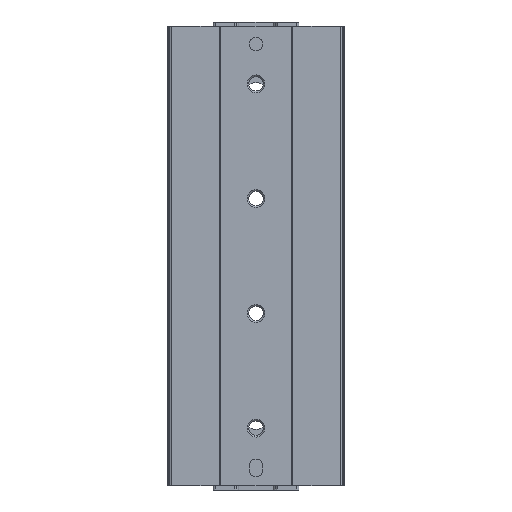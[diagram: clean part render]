
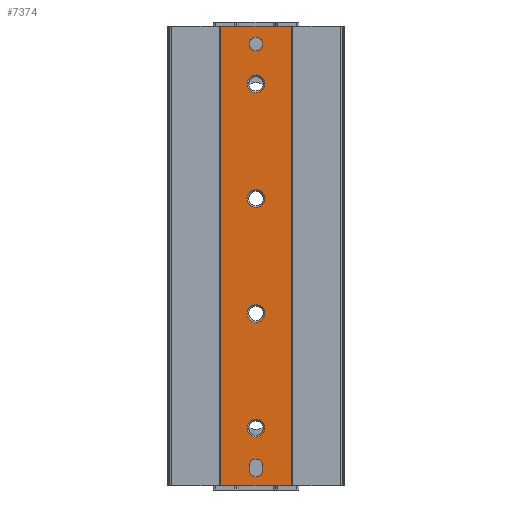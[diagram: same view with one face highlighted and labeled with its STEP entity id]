
A CAD part, front view. The second image highlights one B-rep face of the part: STEP entity #7374.
In plain terms, the highlighted planar face has unit normal (0, -1, 0).
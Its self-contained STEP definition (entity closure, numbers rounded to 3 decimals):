
#139=PLANE('',#7948);
#428=LINE('',#11159,#1104);
#434=LINE('',#11186,#1110);
#468=LINE('',#11297,#1144);
#469=LINE('',#11302,#1145);
#470=LINE('',#11306,#1146);
#471=LINE('',#11317,#1147);
#1104=VECTOR('',#8801,1000.);
#1110=VECTOR('',#8823,1000.);
#1144=VECTOR('',#8917,1000.);
#1145=VECTOR('',#8922,1000.);
#1146=VECTOR('',#8925,1000.);
#1147=VECTOR('',#8936,1000.);
#1899=ORIENTED_EDGE('',*,*,#3953,.T.);
#1900=ORIENTED_EDGE('',*,*,#3954,.T.);
#1901=ORIENTED_EDGE('',*,*,#3955,.T.);
#1902=ORIENTED_EDGE('',*,*,#3956,.T.);
#1903=ORIENTED_EDGE('',*,*,#3957,.F.);
#1904=ORIENTED_EDGE('',*,*,#3958,.T.);
#1905=ORIENTED_EDGE('',*,*,#3959,.T.);
#1906=ORIENTED_EDGE('',*,*,#3960,.T.);
#1907=ORIENTED_EDGE('',*,*,#3961,.T.);
#1908=ORIENTED_EDGE('',*,*,#3895,.F.);
#1909=ORIENTED_EDGE('',*,*,#3952,.F.);
#1910=ORIENTED_EDGE('',*,*,#3882,.T.);
#1911=ORIENTED_EDGE('',*,*,#3962,.T.);
#3882=EDGE_CURVE('',#4919,#4918,#428,.T.);
#3895=EDGE_CURVE('',#4931,#4932,#434,.T.);
#3952=EDGE_CURVE('',#4919,#4931,#468,.T.);
#3953=EDGE_CURVE('',#4979,#4980,#5660,.F.);
#3954=EDGE_CURVE('',#4980,#4981,#469,.T.);
#3955=EDGE_CURVE('',#4981,#4982,#5661,.F.);
#3956=EDGE_CURVE('',#4982,#4979,#470,.T.);
#3957=EDGE_CURVE('',#4983,#4983,#5662,.T.);
#3958=EDGE_CURVE('',#4984,#4984,#5663,.T.);
#3959=EDGE_CURVE('',#4985,#4985,#5664,.T.);
#3960=EDGE_CURVE('',#4986,#4986,#5665,.T.);
#3961=EDGE_CURVE('',#4987,#4987,#5666,.T.);
#3962=EDGE_CURVE('',#4918,#4932,#471,.T.);
#4918=VERTEX_POINT('',#11158);
#4919=VERTEX_POINT('',#11160);
#4931=VERTEX_POINT('',#11185);
#4932=VERTEX_POINT('',#11187);
#4979=VERTEX_POINT('',#11300);
#4980=VERTEX_POINT('',#11301);
#4981=VERTEX_POINT('',#11303);
#4982=VERTEX_POINT('',#11305);
#4983=VERTEX_POINT('',#11308);
#4984=VERTEX_POINT('',#11310);
#4985=VERTEX_POINT('',#11312);
#4986=VERTEX_POINT('',#11314);
#4987=VERTEX_POINT('',#11316);
#5660=CIRCLE('',#7949,1.5);
#5661=CIRCLE('',#7950,1.5);
#5662=CIRCLE('',#7951,1.5);
#5663=CIRCLE('',#7952,2.);
#5664=CIRCLE('',#7953,2.);
#5665=CIRCLE('',#7954,2.);
#5666=CIRCLE('',#7955,2.);
#5973=EDGE_LOOP('',(#1899,#1900,#1901,#1902));
#5974=EDGE_LOOP('',(#1903));
#5975=EDGE_LOOP('',(#1904));
#5976=EDGE_LOOP('',(#1905));
#5977=EDGE_LOOP('',(#1906));
#5978=EDGE_LOOP('',(#1907));
#5979=EDGE_LOOP('',(#1908,#1909,#1910,#1911));
#6599=FACE_BOUND('',#5973,.T.);
#6600=FACE_BOUND('',#5974,.T.);
#6601=FACE_BOUND('',#5975,.T.);
#6602=FACE_BOUND('',#5976,.T.);
#6603=FACE_BOUND('',#5977,.T.);
#6604=FACE_BOUND('',#5978,.T.);
#6605=FACE_BOUND('',#5979,.T.);
#7374=ADVANCED_FACE('',(#6599,#6600,#6601,#6602,#6603,#6604,#6605),#139,
 .T.);
#7948=AXIS2_PLACEMENT_3D('',#11298,#8918,#8919);
#7949=AXIS2_PLACEMENT_3D('',#11299,#8920,#8921);
#7950=AXIS2_PLACEMENT_3D('',#11304,#8923,#8924);
#7951=AXIS2_PLACEMENT_3D('',#11307,#8926,#8927);
#7952=AXIS2_PLACEMENT_3D('',#11309,#8928,#8929);
#7953=AXIS2_PLACEMENT_3D('',#11311,#8930,#8931);
#7954=AXIS2_PLACEMENT_3D('',#11313,#8932,#8933);
#7955=AXIS2_PLACEMENT_3D('',#11315,#8934,#8935);
#8801=DIRECTION('',(1.,0.,0.));
#8823=DIRECTION('',(1.,0.,0.));
#8917=DIRECTION('',(0.,0.,1.));
#8918=DIRECTION('',(0.,-1.,0.));
#8919=DIRECTION('',(0.,0.,-1.));
#8920=DIRECTION('',(0.,-1.,0.));
#8921=DIRECTION('',(0.,0.,-1.));
#8922=DIRECTION('',(0.,0.,1.));
#8923=DIRECTION('',(0.,-1.,0.));
#8924=DIRECTION('',(0.,0.,-1.));
#8925=DIRECTION('',(0.,0.,-1.));
#8926=DIRECTION('',(0.,-1.,0.));
#8927=DIRECTION('',(0.,0.,-1.));
#8928=DIRECTION('',(0.,1.,0.));
#8929=DIRECTION('',(0.,0.,1.));
#8930=DIRECTION('',(0.,1.,0.));
#8931=DIRECTION('',(0.,0.,1.));
#8932=DIRECTION('',(0.,1.,0.));
#8933=DIRECTION('',(0.,0.,1.));
#8934=DIRECTION('',(0.,1.,0.));
#8935=DIRECTION('',(0.,0.,1.));
#8936=DIRECTION('',(0.,0.,1.));
#11158=CARTESIAN_POINT('',(8.,0.3,-104.));
#11159=CARTESIAN_POINT('',(-8.,0.3,-104.));
#11160=CARTESIAN_POINT('',(-8.,0.3,-104.));
#11185=CARTESIAN_POINT('',(-8.,0.3,0.));
#11186=CARTESIAN_POINT('',(-8.,0.3,0.));
#11187=CARTESIAN_POINT('',(8.,0.3,0.));
#11297=CARTESIAN_POINT('',(-8.,0.3,-104.));
#11298=CARTESIAN_POINT('',(-8.,0.3,-104.));
#11299=CARTESIAN_POINT('',(0.,0.3,-100.5));
#11300=CARTESIAN_POINT('',(1.5,0.3,-100.5));
#11301=CARTESIAN_POINT('',(-1.5,0.3,-100.5));
#11302=CARTESIAN_POINT('',(-1.5,0.3,-104.));
#11303=CARTESIAN_POINT('',(-1.5,0.3,-99.5));
#11304=CARTESIAN_POINT('',(0.,0.3,-99.5));
#11305=CARTESIAN_POINT('',(1.5,0.3,-99.5));
#11306=CARTESIAN_POINT('',(1.5,0.3,-104.));
#11307=CARTESIAN_POINT('',(0.,0.3,-4.));
#11308=CARTESIAN_POINT('',(0.,0.3,-5.5));
#11309=CARTESIAN_POINT('',(0.,0.3,-91.));
#11310=CARTESIAN_POINT('',(0.,0.3,-89.));
#11311=CARTESIAN_POINT('',(0.,0.3,-13.));
#11312=CARTESIAN_POINT('',(0.,0.3,-11.));
#11313=CARTESIAN_POINT('',(0.,0.3,-65.));
#11314=CARTESIAN_POINT('',(0.,0.3,-63.));
#11315=CARTESIAN_POINT('',(0.,0.3,-39.));
#11316=CARTESIAN_POINT('',(0.,0.3,-37.));
#11317=CARTESIAN_POINT('',(8.,0.3,-104.));
